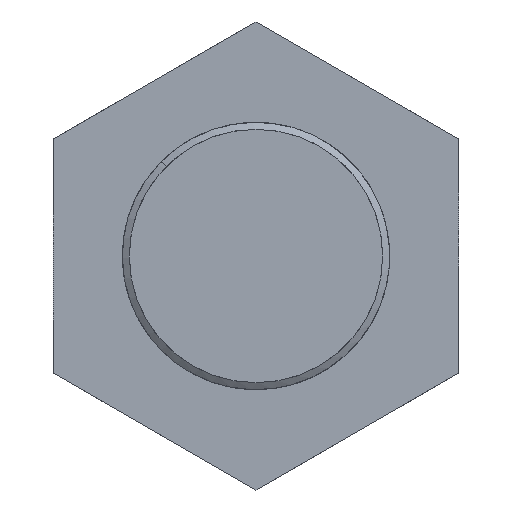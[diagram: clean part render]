
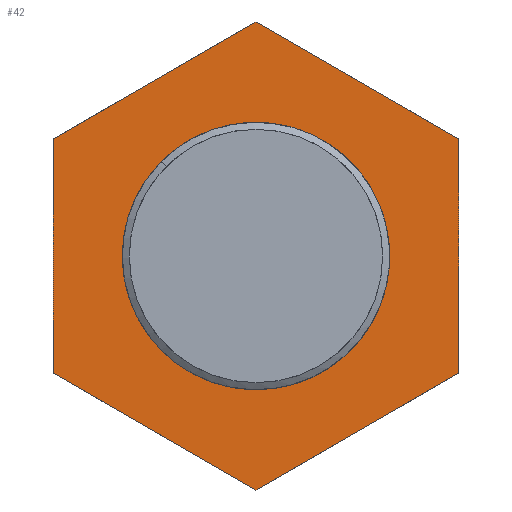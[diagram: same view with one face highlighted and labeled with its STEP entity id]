
A CAD part, front view. The second image highlights one B-rep face of the part: STEP entity #42.
In plain terms, the highlighted planar face has unit normal (0, -1, 0).
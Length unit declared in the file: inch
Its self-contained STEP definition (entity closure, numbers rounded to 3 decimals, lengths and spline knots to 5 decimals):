
#6 = FACE_BOUND ( 'NONE', #317, .T. ) ;
#42 = ADVANCED_FACE ( 'NONE', ( #1199, #6 ), #653, .F. ) ;
#56 = ORIENTED_EDGE ( 'NONE', *, *, #68, .F. ) ;
#68 = EDGE_CURVE ( 'NONE', #738, #263, #841, .T. ) ;
#96 = DIRECTION ( 'NONE',  ( -0.866, 0., -0.5 ) ) ;
#122 = DIRECTION ( 'NONE',  ( 0.866, 0., 0.5 ) ) ;
#145 = VECTOR ( 'NONE', #1203, 39.37008 ) ;
#151 = CARTESIAN_POINT ( 'NONE',  ( 0.4, 0., 0.23094 ) ) ;
#173 = ORIENTED_EDGE ( 'NONE', *, *, #901, .F. ) ;
#235 = EDGE_CURVE ( 'NONE', #298, #763, #1244, .T. ) ;
#246 = DIRECTION ( 'NONE',  ( 0., 0., -1. ) ) ;
#263 = VERTEX_POINT ( 'NONE', #1521 ) ;
#268 = CARTESIAN_POINT ( 'NONE',  ( 0.4, 0., 0.23094 ) ) ;
#278 = CARTESIAN_POINT ( 'NONE',  ( 0.4, 0., -0.23094 ) ) ;
#286 = VERTEX_POINT ( 'NONE', #513 ) ;
#287 = ORIENTED_EDGE ( 'NONE', *, *, #235, .F. ) ;
#298 = VERTEX_POINT ( 'NONE', #629 ) ;
#304 = CIRCLE ( 'NONE', #1122, 0.25 ) ;
#317 = EDGE_LOOP ( 'NONE', ( #1335, #915 ) ) ;
#323 = EDGE_CURVE ( 'NONE', #1249, #298, #514, .T. ) ;
#418 = EDGE_CURVE ( 'NONE', #286, #1079, #304, .T. ) ;
#427 = EDGE_LOOP ( 'NONE', ( #937, #173, #1683, #56, #1499, #287 ) ) ;
#442 = VECTOR ( 'NONE', #122, 39.37008 ) ;
#511 = DIRECTION ( 'NONE',  ( 0.866, 0., -0.5 ) ) ;
#513 = CARTESIAN_POINT ( 'NONE',  ( 0., 0., 0.25 ) ) ;
#514 = LINE ( 'NONE', #623, #1516 ) ;
#566 = DIRECTION ( 'NONE',  ( 0., -1., 0. ) ) ;
#576 = CIRCLE ( 'NONE', #1408, 0.25 ) ;
#623 = CARTESIAN_POINT ( 'NONE',  ( 0.4, 0., -0.23094 ) ) ;
#629 = CARTESIAN_POINT ( 'NONE',  ( 0., 0., -0.46188 ) ) ;
#634 = CARTESIAN_POINT ( 'NONE',  ( 0., 0., 0. ) ) ;
#653 = PLANE ( 'NONE',  #743 ) ;
#684 = DIRECTION ( 'NONE',  ( 0., -1., 0. ) ) ;
#738 = VERTEX_POINT ( 'NONE', #854 ) ;
#743 = AXIS2_PLACEMENT_3D ( 'NONE', #1166, #1695, #1429 ) ;
#763 = VERTEX_POINT ( 'NONE', #1690 ) ;
#791 = CARTESIAN_POINT ( 'NONE',  ( 0., 0., 0.46188 ) ) ;
#841 = LINE ( 'NONE', #900, #442 ) ;
#854 = CARTESIAN_POINT ( 'NONE',  ( -0.4, 0., 0.23094 ) ) ;
#900 = CARTESIAN_POINT ( 'NONE',  ( -0.4, 0., 0.23094 ) ) ;
#901 = EDGE_CURVE ( 'NONE', #1176, #1249, #1339, .T. ) ;
#912 = VECTOR ( 'NONE', #1374, 39.37008 ) ;
#915 = ORIENTED_EDGE ( 'NONE', *, *, #1422, .F. ) ;
#937 = ORIENTED_EDGE ( 'NONE', *, *, #323, .F. ) ;
#945 = EDGE_CURVE ( 'NONE', #263, #1176, #1587, .T. ) ;
#948 = CARTESIAN_POINT ( 'NONE',  ( 0., 0., -0.25 ) ) ;
#1000 = VECTOR ( 'NONE', #246, 39.37008 ) ;
#1078 = CARTESIAN_POINT ( 'NONE',  ( -0.4, 0., -0.23094 ) ) ;
#1079 = VERTEX_POINT ( 'NONE', #948 ) ;
#1095 = LINE ( 'NONE', #1078, #145 ) ;
#1122 = AXIS2_PLACEMENT_3D ( 'NONE', #634, #566, #1486 ) ;
#1166 = CARTESIAN_POINT ( 'NONE',  ( 0., 0., 0. ) ) ;
#1176 = VERTEX_POINT ( 'NONE', #151 ) ;
#1199 = FACE_OUTER_BOUND ( 'NONE', #427, .T. ) ;
#1203 = DIRECTION ( 'NONE',  ( 0., 0., 1. ) ) ;
#1240 = CARTESIAN_POINT ( 'NONE',  ( 0., 0., -0.46188 ) ) ;
#1244 = LINE ( 'NONE', #1240, #912 ) ;
#1249 = VERTEX_POINT ( 'NONE', #278 ) ;
#1321 = VECTOR ( 'NONE', #511, 39.37008 ) ;
#1335 = ORIENTED_EDGE ( 'NONE', *, *, #418, .F. ) ;
#1337 = EDGE_CURVE ( 'NONE', #763, #738, #1095, .T. ) ;
#1339 = LINE ( 'NONE', #268, #1000 ) ;
#1374 = DIRECTION ( 'NONE',  ( -0.866, 0., 0.5 ) ) ;
#1408 = AXIS2_PLACEMENT_3D ( 'NONE', #1467, #684, #1594 ) ;
#1422 = EDGE_CURVE ( 'NONE', #1079, #286, #576, .T. ) ;
#1429 = DIRECTION ( 'NONE',  ( 0., 0., 1. ) ) ;
#1467 = CARTESIAN_POINT ( 'NONE',  ( 0., 0., 0. ) ) ;
#1486 = DIRECTION ( 'NONE',  ( 0., 0., 1. ) ) ;
#1499 = ORIENTED_EDGE ( 'NONE', *, *, #1337, .F. ) ;
#1516 = VECTOR ( 'NONE', #96, 39.37008 ) ;
#1521 = CARTESIAN_POINT ( 'NONE',  ( 0., 0., 0.46188 ) ) ;
#1587 = LINE ( 'NONE', #791, #1321 ) ;
#1594 = DIRECTION ( 'NONE',  ( 0., 0., 1. ) ) ;
#1683 = ORIENTED_EDGE ( 'NONE', *, *, #945, .F. ) ;
#1690 = CARTESIAN_POINT ( 'NONE',  ( -0.4, 0., -0.23094 ) ) ;
#1695 = DIRECTION ( 'NONE',  ( 0., 1., 0. ) ) ;
